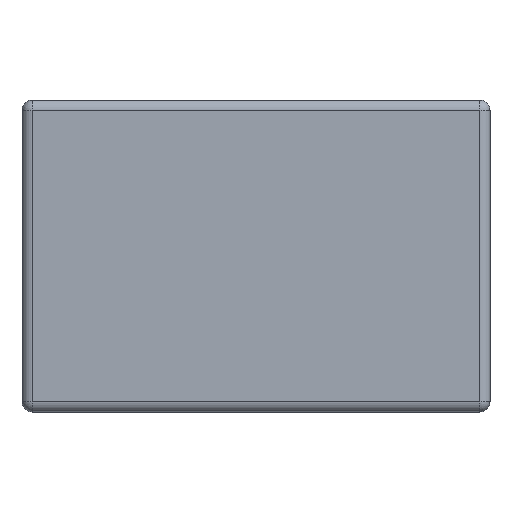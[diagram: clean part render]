
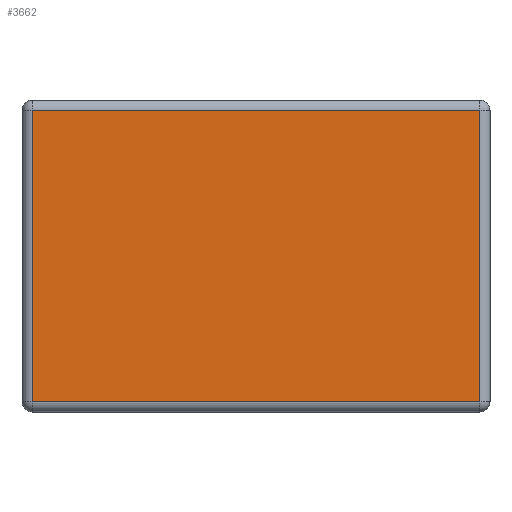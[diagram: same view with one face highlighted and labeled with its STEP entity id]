
A CAD part, front view. The second image highlights one B-rep face of the part: STEP entity #3662.
In plain terms, the highlighted planar face has unit normal (0, -1, 0).
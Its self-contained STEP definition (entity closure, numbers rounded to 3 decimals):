
#312=FACE_OUTER_BOUND('',#523,.T.);
#523=EDGE_LOOP('',(#3150,#3151,#3152,#3153));
#1008=LINE('',#6763,#1435);
#1013=LINE('',#6777,#1440);
#1018=LINE('',#6799,#1445);
#1023=LINE('',#6806,#1450);
#1435=VECTOR('',#4635,10.);
#1440=VECTOR('',#4652,10.);
#1445=VECTOR('',#4679,10.);
#1450=VECTOR('',#4688,10.);
#1765=VERTEX_POINT('',#6730);
#1773=VERTEX_POINT('',#6756);
#1778=VERTEX_POINT('',#6772);
#1782=VERTEX_POINT('',#6792);
#2263=EDGE_CURVE('',#1773,#1765,#1008,.T.);
#2271=EDGE_CURVE('',#1765,#1778,#1013,.T.);
#2282=EDGE_CURVE('',#1782,#1773,#1018,.T.);
#2287=EDGE_CURVE('',#1778,#1782,#1023,.T.);
#3150=ORIENTED_EDGE('',*,*,#2263,.F.);
#3151=ORIENTED_EDGE('',*,*,#2282,.F.);
#3152=ORIENTED_EDGE('',*,*,#2287,.F.);
#3153=ORIENTED_EDGE('',*,*,#2271,.F.);
#3458=PLANE('',#3876);
#3662=ADVANCED_FACE('',(#312),#3458,.T.);
#3876=AXIS2_PLACEMENT_3D('',#6815,#4701,#4702);
#4635=DIRECTION('',(-1.,0.,0.));
#4652=DIRECTION('',(0.,0.,1.));
#4679=DIRECTION('',(0.,0.,-1.));
#4688=DIRECTION('',(1.,0.,0.));
#4701=DIRECTION('center_axis',(0.,-1.,0.));
#4702=DIRECTION('ref_axis',(1.,0.,0.));
#6730=CARTESIAN_POINT('',(1.,0.,1.));
#6756=CARTESIAN_POINT('',(44.,0.,1.));
#6763=CARTESIAN_POINT('',(11.25,0.,1.));
#6772=CARTESIAN_POINT('',(1.,0.,29.));
#6777=CARTESIAN_POINT('',(1.,0.,0.));
#6792=CARTESIAN_POINT('',(44.,0.,29.));
#6799=CARTESIAN_POINT('',(44.,0.,0.));
#6806=CARTESIAN_POINT('',(11.25,0.,29.));
#6815=CARTESIAN_POINT('Origin',(0.,0.,0.));
